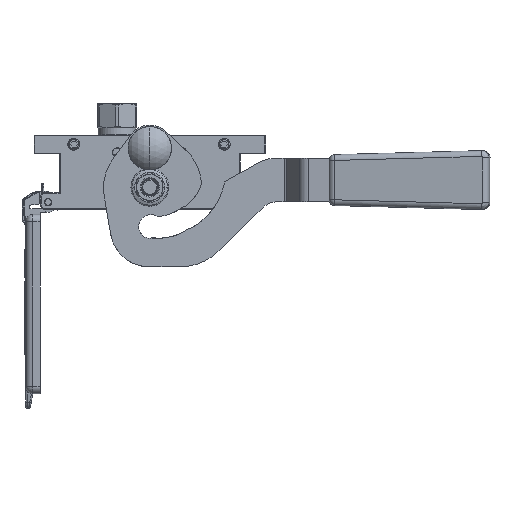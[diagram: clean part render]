
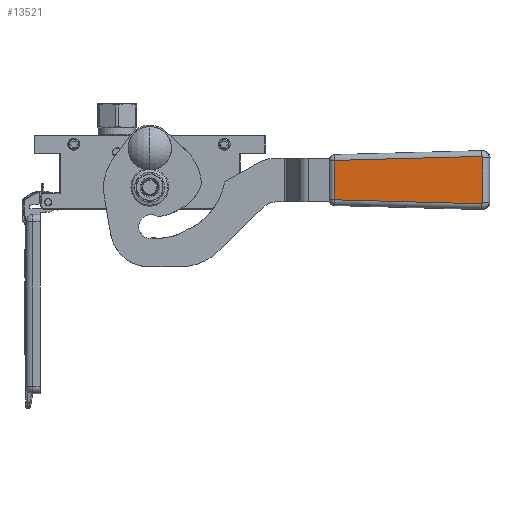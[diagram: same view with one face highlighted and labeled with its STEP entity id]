
A CAD part, front view. The second image highlights one B-rep face of the part: STEP entity #13521.
In plain terms, the highlighted face is planar.
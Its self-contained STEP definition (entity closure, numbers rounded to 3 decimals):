
#1753 = DIRECTION ( 'NONE',  ( -1., 0., 0. ) ) ;
#5188 = DIRECTION ( 'NONE',  ( 0., -0.014, 1. ) ) ;
#10311 = EDGE_LOOP ( 'NONE', ( #56958, #41630, #25265, #69457, #27204, #64425 ) ) ;
#11142 = CARTESIAN_POINT ( 'NONE',  ( -15.43, 0.055, -4.054 ) ) ;
#11406 = CARTESIAN_POINT ( 'NONE',  ( 16.301, 0.063, -4.688 ) ) ;
#12038 = CARTESIAN_POINT ( 'NONE',  ( 16.084, 0.059, -4.352 ) ) ;
#12121 = EDGE_CURVE ( 'NONE', #35003, #30413, #35510, .T. ) ;
#12631 = PLANE ( 'NONE',  #38398 ) ;
#13521 = ADVANCED_FACE ( 'NONE', ( #84329 ), #12631, .F. ) ;
#14392 = DIRECTION ( 'NONE',  ( 1., 0., 0. ) ) ;
#14649 = VECTOR ( 'NONE', #30499, 1000. ) ;
#17815 = LINE ( 'NONE', #29301, #38766 ) ;
#18650 = EDGE_CURVE ( 'NONE', #19647, #35003, #39556, .T. ) ;
#19647 = VERTEX_POINT ( 'NONE', #20202 ) ;
#20202 = CARTESIAN_POINT ( 'NONE',  ( 13.607, 1.447, -107.054 ) ) ;
#20983 = EDGE_CURVE ( 'NONE', #46439, #40045, #28902, .T. ) ;
#23129 = VECTOR ( 'NONE', #83706, 1000. ) ;
#24330 = CARTESIAN_POINT ( 'NONE',  ( -13.607, 1.447, -107.054 ) ) ;
#25265 = ORIENTED_EDGE ( 'NONE', *, *, #20983, .F. ) ;
#25570 = VECTOR ( 'NONE', #1753, 1000. ) ;
#27204 = ORIENTED_EDGE ( 'NONE', *, *, #56030, .F. ) ;
#28902 = B_SPLINE_CURVE_WITH_KNOTS ( 'NONE', 3,
 ( #56524, #63636, #49050, #41885, #48741, #12038, #70801, #11406, #63324, #86719, #85751 ),
 .UNSPECIFIED., .F., .F.,
 ( 4, 1, 1, 1, 1, 1, 1, 1, 4 ),
 ( 0., 0.125, 0.25, 0.375, 0.5, 0.625, 0.75, 0.875, 1. ),
 .UNSPECIFIED. ) ;
#29301 = CARTESIAN_POINT ( 'NONE',  ( -15.363, 0.055, -4.054 ) ) ;
#30413 = VERTEX_POINT ( 'NONE', #89049 ) ;
#30499 = DIRECTION ( 'NONE',  ( -0.027, -0.014, 1. ) ) ;
#34516 = CARTESIAN_POINT ( 'NONE',  ( -16.209, 0.061, -4.509 ) ) ;
#35003 = VERTEX_POINT ( 'NONE', #55548 ) ;
#35510 = LINE ( 'NONE', #24330, #14649 ) ;
#35917 = CARTESIAN_POINT ( 'NONE',  ( 16.363, 0.069, -5.081 ) ) ;
#38398 = AXIS2_PLACEMENT_3D ( 'NONE', #78523, #86328, #5188 ) ;
#38766 = VECTOR ( 'NONE', #14392, 1000. ) ;
#39556 = LINE ( 'NONE', #83215, #25570 ) ;
#40045 = VERTEX_POINT ( 'NONE', #35917 ) ;
#41630 = ORIENTED_EDGE ( 'NONE', *, *, #61009, .F. ) ;
#41885 = CARTESIAN_POINT ( 'NONE',  ( 15.754, 0.056, -4.127 ) ) ;
#41941 = CARTESIAN_POINT ( 'NONE',  ( -16.355, 0.066, -4.882 ) ) ;
#46439 = VERTEX_POINT ( 'NONE', #69263 ) ;
#48170 = CARTESIAN_POINT ( 'NONE',  ( -15.363, 0.055, -4.054 ) ) ;
#48741 = CARTESIAN_POINT ( 'NONE',  ( 15.931, 0.057, -4.223 ) ) ;
#49050 = CARTESIAN_POINT ( 'NONE',  ( 15.562, 0.055, -4.067 ) ) ;
#49450 = CARTESIAN_POINT ( 'NONE',  ( -15.562, 0.055, -4.067 ) ) ;
#53230 = CARTESIAN_POINT ( 'NONE',  ( -15.363, 0.055, -4.054 ) ) ;
#55380 = B_SPLINE_CURVE_WITH_KNOTS ( 'NONE', 3,
 ( #79265, #63378, #41941, #78948, #34516, #78626, #56899, #55942, #49450, #11142, #48170 ),
 .UNSPECIFIED., .F., .F.,
 ( 4, 1, 1, 1, 1, 1, 1, 1, 4 ),
 ( 0., 0.125, 0.25, 0.375, 0.5, 0.625, 0.75, 0.875, 1. ),
 .UNSPECIFIED. ) ;
#55548 = CARTESIAN_POINT ( 'NONE',  ( -13.607, 1.447, -107.054 ) ) ;
#55942 = CARTESIAN_POINT ( 'NONE',  ( -15.754, 0.056, -4.127 ) ) ;
#56030 = EDGE_CURVE ( 'NONE', #30413, #84545, #55380, .T. ) ;
#56228 = EDGE_CURVE ( 'NONE', #84545, #46439, #17815, .T. ) ;
#56524 = CARTESIAN_POINT ( 'NONE',  ( 15.363, 0.055, -4.054 ) ) ;
#56899 = CARTESIAN_POINT ( 'NONE',  ( -15.931, 0.057, -4.223 ) ) ;
#56958 = ORIENTED_EDGE ( 'NONE', *, *, #18650, .F. ) ;
#59156 = LINE ( 'NONE', #77511, #23129 ) ;
#61009 = EDGE_CURVE ( 'NONE', #40045, #19647, #59156, .T. ) ;
#63324 = CARTESIAN_POINT ( 'NONE',  ( 16.355, 0.066, -4.882 ) ) ;
#63378 = CARTESIAN_POINT ( 'NONE',  ( -16.364, 0.068, -5.014 ) ) ;
#63636 = CARTESIAN_POINT ( 'NONE',  ( 15.43, 0.055, -4.054 ) ) ;
#64425 = ORIENTED_EDGE ( 'NONE', *, *, #12121, .F. ) ;
#69263 = CARTESIAN_POINT ( 'NONE',  ( 15.363, 0.055, -4.054 ) ) ;
#69457 = ORIENTED_EDGE ( 'NONE', *, *, #56228, .F. ) ;
#70801 = CARTESIAN_POINT ( 'NONE',  ( 16.209, 0.061, -4.509 ) ) ;
#77511 = CARTESIAN_POINT ( 'NONE',  ( 16.363, 0.069, -5.081 ) ) ;
#78523 = CARTESIAN_POINT ( 'NONE',  ( 50., 1.5, -111. ) ) ;
#78626 = CARTESIAN_POINT ( 'NONE',  ( -16.084, 0.059, -4.352 ) ) ;
#78948 = CARTESIAN_POINT ( 'NONE',  ( -16.301, 0.063, -4.688 ) ) ;
#79265 = CARTESIAN_POINT ( 'NONE',  ( -16.363, 0.069, -5.081 ) ) ;
#83215 = CARTESIAN_POINT ( 'NONE',  ( 13.607, 1.447, -107.054 ) ) ;
#83706 = DIRECTION ( 'NONE',  ( -0.027, 0.014, -1. ) ) ;
#84329 = FACE_OUTER_BOUND ( 'NONE', #10311, .T. ) ;
#84545 = VERTEX_POINT ( 'NONE', #53230 ) ;
#85751 = CARTESIAN_POINT ( 'NONE',  ( 16.363, 0.069, -5.081 ) ) ;
#86328 = DIRECTION ( 'NONE',  ( 0., 1., 0.014 ) ) ;
#86719 = CARTESIAN_POINT ( 'NONE',  ( 16.364, 0.068, -5.014 ) ) ;
#89049 = CARTESIAN_POINT ( 'NONE',  ( -16.363, 0.069, -5.081 ) ) ;
